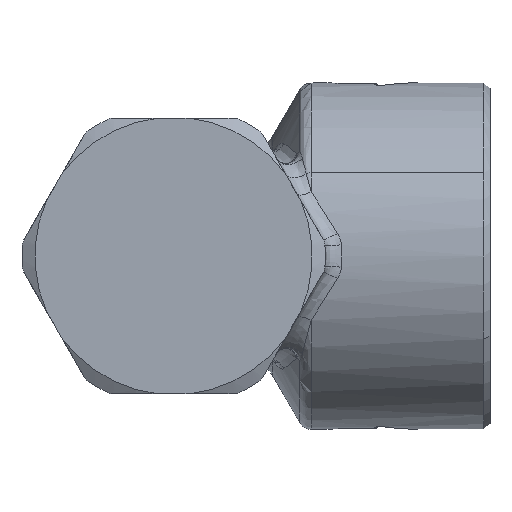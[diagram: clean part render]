
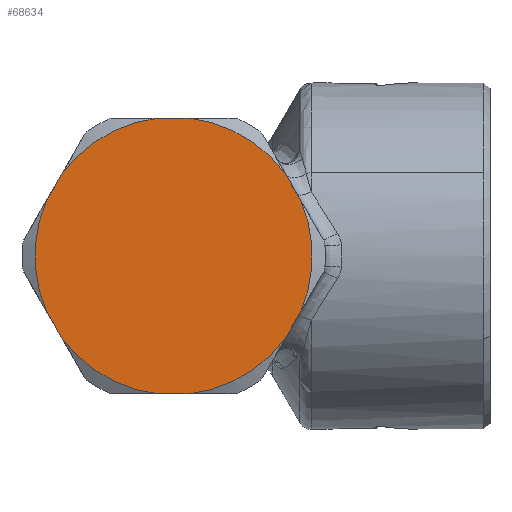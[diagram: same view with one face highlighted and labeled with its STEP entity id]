
A CAD part, front view. The second image highlights one B-rep face of the part: STEP entity #68634.
In plain terms, the highlighted planar face has unit normal (0, -1, 0).
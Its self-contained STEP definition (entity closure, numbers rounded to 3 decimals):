
#62476=CARTESIAN_POINT('Vertex',(-14.663,-30.,6.403)) ;
#62479=CARTESIAN_POINT('Line Origine',(-13.77,-30.,7.95)) ;
#62483=CARTESIAN_POINT('Vertex',(-12.877,-30.,9.497)) ;
#62552=CARTESIAN_POINT('Vertex',(-12.877,-30.,-9.497)) ;
#62555=CARTESIAN_POINT('Line Origine',(-13.77,-30.,-7.95)) ;
#62559=CARTESIAN_POINT('Vertex',(-14.663,-30.,-6.403)) ;
#62611=CARTESIAN_POINT('Vertex',(1.786,-30.,-15.9)) ;
#62614=CARTESIAN_POINT('Line Origine',(0.,-30.,-15.9)) ;
#62618=CARTESIAN_POINT('Vertex',(-1.786,-30.,-15.9)) ;
#62645=CARTESIAN_POINT('Axis2P3D Location',(0.,-30.,0.)) ;
#62659=CARTESIAN_POINT('Axis2P3D Location',(0.,-30.,0.)) ;
#62663=CARTESIAN_POINT('Vertex',(-1.786,-30.,15.9)) ;
#62682=CARTESIAN_POINT('Axis2P3D Location',(0.,-30.,0.)) ;
#62727=CARTESIAN_POINT('Line Origine',(0.,-30.,15.9)) ;
#62731=CARTESIAN_POINT('Vertex',(1.786,-30.,15.9)) ;
#67072=CARTESIAN_POINT('Axis2P3D Location',(0.,-30.,0.)) ;
#67076=CARTESIAN_POINT('Vertex',(12.877,-30.,-9.497)) ;
#68566=CARTESIAN_POINT('Axis2P3D Location',(0.,-30.,0.)) ;
#68570=CARTESIAN_POINT('Vertex',(14.663,-30.,-6.403)) ;
#68572=CARTESIAN_POINT('Vertex',(14.663,-30.,6.403)) ;
#68598=CARTESIAN_POINT('Axis2P3D Location',(0.,-30.,0.)) ;
#68603=CARTESIAN_POINT('Line Origine',(13.77,-30.,-7.95)) ;
#68608=CARTESIAN_POINT('Line Origine',(13.77,-30.,7.95)) ;
#68612=CARTESIAN_POINT('Vertex',(12.877,-30.,9.497)) ;
#68615=CARTESIAN_POINT('Axis2P3D Location',(0.,-30.,0.)) ;
#62481=VECTOR('Line Direction',#62480,1.) ;
#62557=VECTOR('Line Direction',#62556,1.) ;
#62616=VECTOR('Line Direction',#62615,1.) ;
#62729=VECTOR('Line Direction',#62728,1.) ;
#68605=VECTOR('Line Direction',#68604,1.) ;
#68610=VECTOR('Line Direction',#68609,1.) ;
#62480=DIRECTION('Vector Direction',(0.5,0.,0.866)) ;
#62556=DIRECTION('Vector Direction',(0.5,0.,-0.866)) ;
#62615=DIRECTION('Vector Direction',(-1.,0.,0.)) ;
#62646=DIRECTION('Axis2P3D Direction',(0.,1.,-0.)) ;
#62660=DIRECTION('Axis2P3D Direction',(0.,1.,-0.)) ;
#62683=DIRECTION('Axis2P3D Direction',(0.,1.,-0.)) ;
#62728=DIRECTION('Vector Direction',(1.,0.,0.)) ;
#67073=DIRECTION('Axis2P3D Direction',(0.,1.,-0.)) ;
#68567=DIRECTION('Axis2P3D Direction',(0.,1.,-0.)) ;
#68599=DIRECTION('Axis2P3D Direction',(0.,-1.,0.)) ;
#68600=DIRECTION('Axis2P3D XDirection',(1.,0.,0.)) ;
#68604=DIRECTION('Vector Direction',(-0.5,0.,-0.866)) ;
#68609=DIRECTION('Vector Direction',(-0.5,0.,0.866)) ;
#68616=DIRECTION('Axis2P3D Direction',(0.,-1.,0.)) ;
#62647=AXIS2_PLACEMENT_3D('Circle Axis2P3D',#62645,#62646,$) ;
#62661=AXIS2_PLACEMENT_3D('Circle Axis2P3D',#62659,#62660,$) ;
#62684=AXIS2_PLACEMENT_3D('Circle Axis2P3D',#62682,#62683,$) ;
#67074=AXIS2_PLACEMENT_3D('Circle Axis2P3D',#67072,#67073,$) ;
#68568=AXIS2_PLACEMENT_3D('Circle Axis2P3D',#68566,#68567,$) ;
#68601=AXIS2_PLACEMENT_3D('Plane Axis2P3D',#68598,#68599,#68600) ;
#68617=AXIS2_PLACEMENT_3D('Circle Axis2P3D',#68615,#68616,$) ;
#62482=LINE('Line',#62479,#62481) ;
#62558=LINE('Line',#62555,#62557) ;
#62617=LINE('Line',#62614,#62616) ;
#62730=LINE('Line',#62727,#62729) ;
#68606=LINE('Line',#68603,#68605) ;
#68611=LINE('Line',#68608,#68610) ;
#62648=CIRCLE('generated circle',#62647,16.) ;
#62662=CIRCLE('generated circle',#62661,16.) ;
#62685=CIRCLE('generated circle',#62684,16.) ;
#67075=CIRCLE('generated circle',#67074,16.) ;
#68569=CIRCLE('generated circle',#68568,16.) ;
#68618=CIRCLE('generated circle',#68617,16.) ;
#68602=PLANE('',#68601) ;
#62485=EDGE_CURVE('',#62477,#62484,#62482,.T.) ;
#62561=EDGE_CURVE('',#62560,#62553,#62558,.T.) ;
#62620=EDGE_CURVE('',#62612,#62619,#62617,.T.) ;
#62649=EDGE_CURVE('',#62477,#62560,#62648,.F.) ;
#62665=EDGE_CURVE('',#62664,#62484,#62662,.F.) ;
#62686=EDGE_CURVE('',#62553,#62619,#62685,.F.) ;
#62733=EDGE_CURVE('',#62664,#62732,#62730,.T.) ;
#67078=EDGE_CURVE('',#62612,#67077,#67075,.F.) ;
#68574=EDGE_CURVE('',#68571,#68573,#68569,.F.) ;
#68607=EDGE_CURVE('',#68571,#67077,#68606,.T.) ;
#68614=EDGE_CURVE('',#68573,#68613,#68611,.T.) ;
#68619=EDGE_CURVE('',#68613,#62732,#68618,.T.) ;
#68621=ORIENTED_EDGE('',*,*,#62686,.T.) ;
#68622=ORIENTED_EDGE('',*,*,#62620,.F.) ;
#68623=ORIENTED_EDGE('',*,*,#67078,.T.) ;
#68624=ORIENTED_EDGE('',*,*,#68607,.F.) ;
#68625=ORIENTED_EDGE('',*,*,#68574,.T.) ;
#68626=ORIENTED_EDGE('',*,*,#68614,.T.) ;
#68627=ORIENTED_EDGE('',*,*,#68619,.T.) ;
#68628=ORIENTED_EDGE('',*,*,#62733,.F.) ;
#68629=ORIENTED_EDGE('',*,*,#62665,.T.) ;
#68630=ORIENTED_EDGE('',*,*,#62485,.F.) ;
#68631=ORIENTED_EDGE('',*,*,#62649,.T.) ;
#68632=ORIENTED_EDGE('',*,*,#62561,.T.) ;
#68620=EDGE_LOOP('',(#68621,#68622,#68623,#68624,#68625,#68626,#68627,#68628,#68629,#68630,#68631,#68632)) ;
#62477=VERTEX_POINT('',#62476) ;
#62484=VERTEX_POINT('',#62483) ;
#62553=VERTEX_POINT('',#62552) ;
#62560=VERTEX_POINT('',#62559) ;
#62612=VERTEX_POINT('',#62611) ;
#62619=VERTEX_POINT('',#62618) ;
#62664=VERTEX_POINT('',#62663) ;
#62732=VERTEX_POINT('',#62731) ;
#67077=VERTEX_POINT('',#67076) ;
#68571=VERTEX_POINT('',#68570) ;
#68573=VERTEX_POINT('',#68572) ;
#68613=VERTEX_POINT('',#68612) ;
#68634=ADVANCED_FACE('PartBody',(#68633),#68602,.T.) ;
#68633=FACE_OUTER_BOUND('',#68620,.T.) ;
